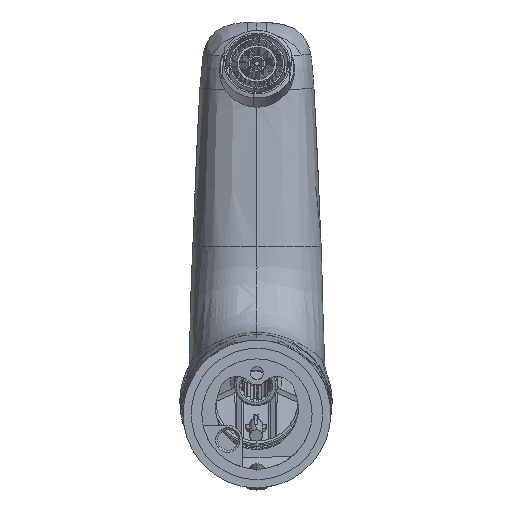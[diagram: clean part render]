
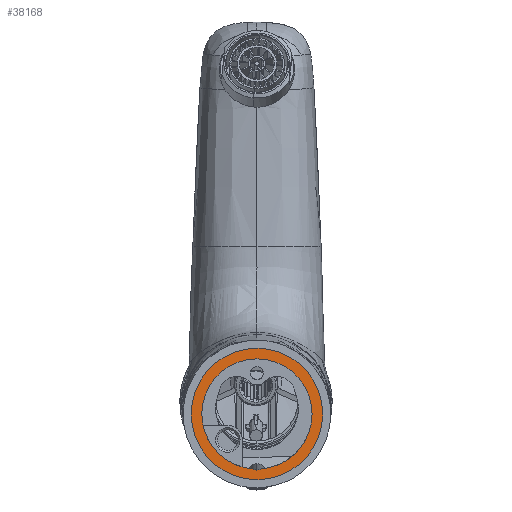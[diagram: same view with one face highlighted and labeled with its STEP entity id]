
A CAD part, front view. The second image highlights one B-rep face of the part: STEP entity #38168.
In plain terms, the highlighted planar face has unit normal (0, -1, 0).
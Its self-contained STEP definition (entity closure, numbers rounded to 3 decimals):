
#23 = CARTESIAN_POINT ( 'NONE',  ( 1.597, 3.5, -18.627 ) ) ;
#297 = DIRECTION ( 'NONE',  ( 1., 0., 0. ) ) ;
#736 = CIRCLE ( 'NONE', #56675, 18. ) ;
#3225 = VERTEX_POINT ( 'NONE', #47915 ) ;
#6266 = PLANE ( 'NONE',  #28070 ) ;
#6298 = CARTESIAN_POINT ( 'NONE',  ( 0., 3.5, -0.698 ) ) ;
#6395 = EDGE_CURVE ( 'NONE', #36402, #61873, #6690, .T. ) ;
#6584 = EDGE_CURVE ( 'NONE', #27980, #3225, #48695, .T. ) ;
#6690 = CIRCLE ( 'NONE', #68556, 18. ) ;
#10175 = DIRECTION ( 'NONE',  ( 0., -1., 0. ) ) ;
#10759 = ORIENTED_EDGE ( 'NONE', *, *, #6395, .F. ) ;
#15620 = CARTESIAN_POINT ( 'NONE',  ( -0.575, 3.5, -19.179 ) ) ;
#16119 = CARTESIAN_POINT ( 'NONE',  ( 0., 3.5, -0.698 ) ) ;
#17515 = DIRECTION ( 'NONE',  ( 0., 1., 0. ) ) ;
#18955 = ORIENTED_EDGE ( 'NONE', *, *, #41852, .F. ) ;
#19782 = FACE_BOUND ( 'NONE', #30052, .T. ) ;
#20086 = VERTEX_POINT ( 'NONE', #53239 ) ;
#22323 = CARTESIAN_POINT ( 'NONE',  ( 0., 3.5, -0.698 ) ) ;
#23971 = EDGE_CURVE ( 'NONE', #61873, #20086, #57419, .T. ) ;
#26384 = AXIS2_PLACEMENT_3D ( 'NONE', #64431, #31521, #69917 ) ;
#27348 = DIRECTION ( 'NONE',  ( 0., -1., 0. ) ) ;
#27980 = VERTEX_POINT ( 'NONE', #58599 ) ;
#28070 = AXIS2_PLACEMENT_3D ( 'NONE', #22323, #17515, #50124 ) ;
#30052 = EDGE_LOOP ( 'NONE', ( #32036, #38815, #10759, #18955 ) ) ;
#31521 = DIRECTION ( 'NONE',  ( 0., -1., 0. ) ) ;
#32036 = ORIENTED_EDGE ( 'NONE', *, *, #63972, .T. ) ;
#32181 = DIRECTION ( 'NONE',  ( -1., 0., 0. ) ) ;
#35784 = VERTEX_POINT ( 'NONE', #49761 ) ;
#36096 = FACE_OUTER_BOUND ( 'NONE', #45013, .T. ) ;
#36402 = VERTEX_POINT ( 'NONE', #64296 ) ;
#38168 = ADVANCED_FACE ( 'NONE', ( #36096, #19782 ), #6266, .F. ) ;
#38815 = ORIENTED_EDGE ( 'NONE', *, *, #23971, .F. ) ;
#39178 = ORIENTED_EDGE ( 'NONE', *, *, #6584, .T. ) ;
#40754 = ORIENTED_EDGE ( 'NONE', *, *, #44064, .T. ) ;
#41852 = EDGE_CURVE ( 'NONE', #35784, #36402, #736, .T. ) ;
#42998 = DIRECTION ( 'NONE',  ( -1., 0., 0. ) ) ;
#44064 = EDGE_CURVE ( 'NONE', #3225, #27980, #60690, .T. ) ;
#45013 = EDGE_LOOP ( 'NONE', ( #39178, #40754 ) ) ;
#45322 = DIRECTION ( 'NONE',  ( -1., 0., 0. ) ) ;
#47817 = AXIS2_PLACEMENT_3D ( 'NONE', #16119, #27348, #297 ) ;
#47915 = CARTESIAN_POINT ( 'NONE',  ( 21.45, 3.5, -0.698 ) ) ;
#48435 = CARTESIAN_POINT ( 'NONE',  ( 0.575, 3.5, -19.179 ) ) ;
#48695 = CIRCLE ( 'NONE', #47817, 21.45 ) ;
#49761 = CARTESIAN_POINT ( 'NONE',  ( 1.597, 3.5, -18.627 ) ) ;
#49916 = AXIS2_PLACEMENT_3D ( 'NONE', #6298, #55687, #45322 ) ;
#50124 = DIRECTION ( 'NONE',  ( 1., 0., 0. ) ) ;
#53239 = CARTESIAN_POINT ( 'NONE',  ( -1.597, 3.5, -18.627 ) ) ;
#53782 = DIRECTION ( 'NONE',  ( 0., -1., 0. ) ) ;
#55651 = CARTESIAN_POINT ( 'NONE',  ( -1.597, 3.5, -18.627 ) ) ;
#55687 = DIRECTION ( 'NONE',  ( 0., -1., 0. ) ) ;
#56675 = AXIS2_PLACEMENT_3D ( 'NONE', #70598, #10175, #42998 ) ;
#57419 = CIRCLE ( 'NONE', #49916, 18. ) ;
#58599 = CARTESIAN_POINT ( 'NONE',  ( -21.45, 3.5, -0.698 ) ) ;
#60690 = CIRCLE ( 'NONE', #26384, 21.45 ) ;
#61873 = VERTEX_POINT ( 'NONE', #64984 ) ;
#63972 = EDGE_CURVE ( 'NONE', #35784, #20086, #70398, .T. ) ;
#64296 = CARTESIAN_POINT ( 'NONE',  ( 18., 3.5, -0.698 ) ) ;
#64431 = CARTESIAN_POINT ( 'NONE',  ( 0., 3.5, -0.698 ) ) ;
#64984 = CARTESIAN_POINT ( 'NONE',  ( -18., 3.5, -0.698 ) ) ;
#65314 = CARTESIAN_POINT ( 'NONE',  ( 0., 3.5, -0.698 ) ) ;
#68556 = AXIS2_PLACEMENT_3D ( 'NONE', #65314, #53782, #32181 ) ;
#69917 = DIRECTION ( 'NONE',  ( 1., 0., 0. ) ) ;
#70398 =( BOUNDED_CURVE ( )  B_SPLINE_CURVE ( 3, ( #23, #48435, #15620, #55651 ),
 .UNSPECIFIED., .F., .F. ) 
 B_SPLINE_CURVE_WITH_KNOTS ( ( 4, 4 ),
 ( 5.809, 6.757 ),
 .UNSPECIFIED. ) 
 CURVE ( )  GEOMETRIC_REPRESENTATION_ITEM ( )  RATIONAL_B_SPLINE_CURVE ( ( 1., 0.927, 0.927, 1. ) ) 
 REPRESENTATION_ITEM ( '' )  );
#70598 = CARTESIAN_POINT ( 'NONE',  ( 0., 3.5, -0.698 ) ) ;
